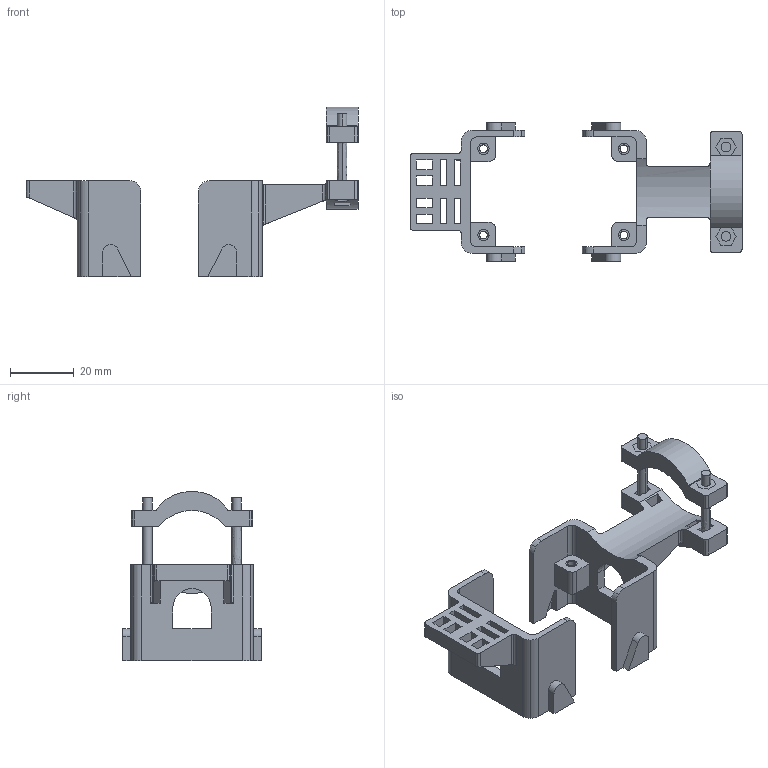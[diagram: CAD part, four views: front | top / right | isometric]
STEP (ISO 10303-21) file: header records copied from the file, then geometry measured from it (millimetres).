
FILE_DESCRIPTION((''),'2;1');
FILE_NAME('COB TSFS.stp','2007-01-02T17:34:29',('gembarski'),(''),'Autodesk Inventor 7','Autodesk Inventor 7','');
FILE_SCHEMA(('AUTOMOTIVE_DESIGN { 1 0 10303 214 1 1 1 1 }'));
Length unit declared in the file: millimetre
Products named in the file (1): COB TSFS
Bounding box: 104 x 43.5 x 52.95 mm (x, y, z)
Volume: 19107.1 mm3; surface area: 17118.3 mm2
Topology: 6 solids, 6 shells, 376 faces, 1075 edges, 716 vertices
Faces by surface type: plane 176, cylinder 117, bspline 83
Entity records: 12761 total; most frequent: CARTESIAN_POINT 2814, ORIENTED_EDGE 2150, DIRECTION 1955, EDGE_CURVE 1075, VECTOR 763, LINE 763, VERTEX_POINT 716, AXIS2_PLACEMENT_3D 596
